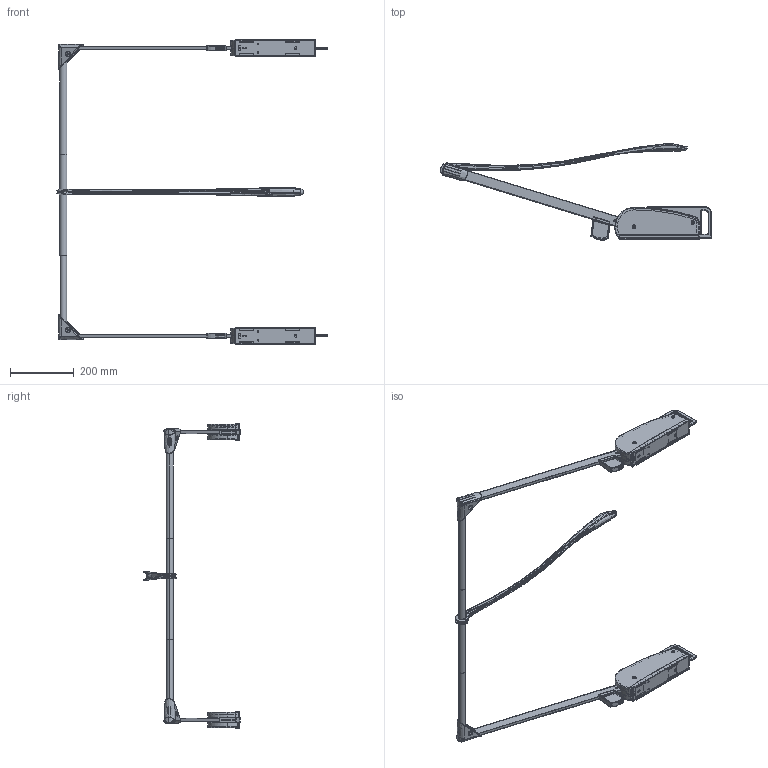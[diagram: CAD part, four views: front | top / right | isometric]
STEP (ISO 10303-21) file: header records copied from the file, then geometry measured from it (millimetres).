
FILE_DESCRIPTION (( 'STEP AP203' ), '1' );
FILE_NAME ('Otto Innominato.STEP', '2019-03-05T08:28:48', ( '' ), ( '' ), 'SwSTEP 2.0', 'SolidWorks 2018', '' );
FILE_SCHEMA (( 'CONFIG_CONTROL_DESIGN' ));
Length unit declared in the file: millimetre
Products named in the file (14): Tubo ﾘ 20 x 560 - 811P02400; Braccio Innominato_Su; Maniglia ﾘ 22.4; piantana_3; TAPARELLA_3; Attacco Piantana Ø22 - 028P00500; distanziatore; semiguscio inferiore_3; Attacco Piantana Ø20 - 028P00600; semiguscio superiore_3; staffa a muro; spina di fulcro_3; Otto Innominato; Tubo ﾘ 22.4 x 640 - 813P00300
Assembly tree (15 placements, depth 3):
  Otto Innominato
    Braccio Innominato_Su  x2
      semiguscio inferiore_3
      semiguscio superiore_3
      TAPARELLA_3
      spina di fulcro_3
      piantana_3
      staffa a muro
      distanziatore
    Attacco Piantana Ø20 - 028P00600
    Attacco Piantana Ø22 - 028P00500
    Tubo ﾘ 20 x 560 - 811P02400
    Tubo ﾘ 22.4 x 640 - 813P00300
    Maniglia ﾘ 22.4
Bounding box: 848.14 x 301.97 x 954 mm (x, y, z)
Volume: 1005020.1 mm3; surface area: 913425.4 mm2
Topology: 21 solids, 21 shells, 1938 faces, 5134 edges, 3231 vertices
Faces by surface type: plane 639, cylinder 613, bspline 298, torus 268, cone 104, sphere 16
Entity records: 62993 total; most frequent: CARTESIAN_POINT 32692, ORIENTED_EDGE 6802, DIRECTION 4943, EDGE_CURVE 3401, VERTEX_POINT 2203, AXIS2_PLACEMENT_3D 1849, EDGE_LOOP 1322, LINE 1245
